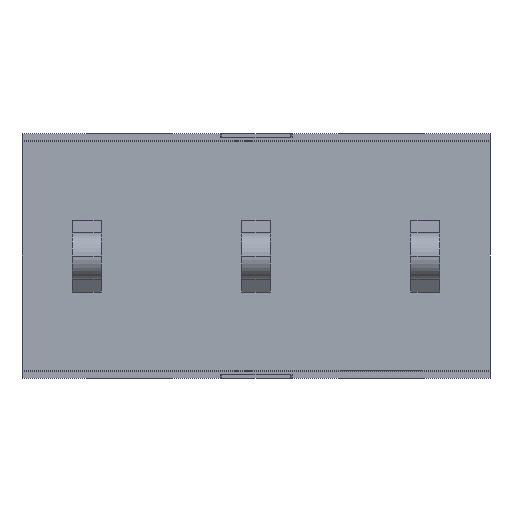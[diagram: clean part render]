
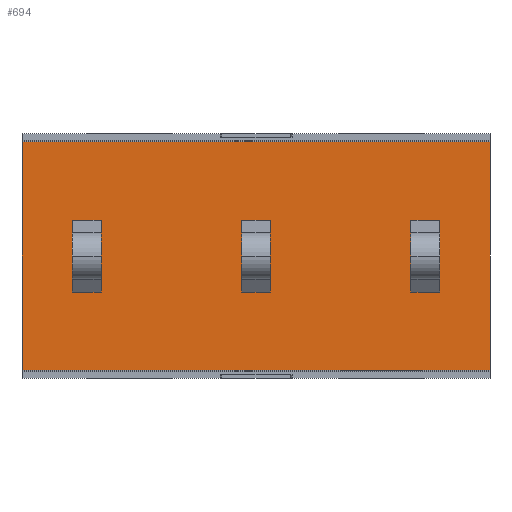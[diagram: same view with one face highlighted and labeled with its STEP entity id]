
A CAD part, front view. The second image highlights one B-rep face of the part: STEP entity #694.
In plain terms, the highlighted planar face has unit normal (0, -1, 0).
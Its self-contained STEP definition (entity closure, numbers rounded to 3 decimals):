
#104 = LINE ( 'NONE', #960, #667 ) ;
#106 = LINE ( 'NONE', #1996, #3435 ) ;
#157 = VECTOR ( 'NONE', #2565, 1000. ) ;
#193 = VECTOR ( 'NONE', #1197, 1000. ) ;
#258 = ORIENTED_EDGE ( 'NONE', *, *, #2772, .F. ) ;
#265 = LINE ( 'NONE', #632, #5301 ) ;
#266 = VERTEX_POINT ( 'NONE', #3232 ) ;
#290 = CARTESIAN_POINT ( 'NONE',  ( 6.5, 0., 3.18 ) ) ;
#379 = EDGE_CURVE ( 'NONE', #883, #3054, #3340, .T. ) ;
#459 = EDGE_CURVE ( 'NONE', #4963, #1643, #3957, .T. ) ;
#471 = VECTOR ( 'NONE', #1088, 1000. ) ;
#506 = LINE ( 'NONE', #3210, #4851 ) ;
#555 = EDGE_CURVE ( 'NONE', #2031, #1643, #104, .T. ) ;
#632 = CARTESIAN_POINT ( 'NONE',  ( -6.5, 0., 3.18 ) ) ;
#667 = VECTOR ( 'NONE', #1820, 1000. ) ;
#694 = ADVANCED_FACE ( 'NONE', ( #2151, #3101, #3984, #4781 ), #5310, .F. ) ;
#707 = DIRECTION ( 'NONE',  ( 0., 0., -1. ) ) ;
#759 = LINE ( 'NONE', #1571, #157 ) ;
#863 = LINE ( 'NONE', #2288, #2370 ) ;
#883 = VERTEX_POINT ( 'NONE', #4530 ) ;
#884 = DIRECTION ( 'NONE',  ( 0., 0., 1. ) ) ;
#908 = VECTOR ( 'NONE', #2952, 1000. ) ;
#960 = CARTESIAN_POINT ( 'NONE',  ( 6.5, 0., 3.18 ) ) ;
#994 = CARTESIAN_POINT ( 'NONE',  ( 5.1, 0., 1. ) ) ;
#1088 = DIRECTION ( 'NONE',  ( 1., 0., 0. ) ) ;
#1176 = VECTOR ( 'NONE', #1451, 1000. ) ;
#1184 = DIRECTION ( 'NONE',  ( 0., 1., 0. ) ) ;
#1197 = DIRECTION ( 'NONE',  ( 1., 0., 0. ) ) ;
#1226 = VECTOR ( 'NONE', #2441, 1000. ) ;
#1234 = ORIENTED_EDGE ( 'NONE', *, *, #379, .F. ) ;
#1237 = ORIENTED_EDGE ( 'NONE', *, *, #555, .F. ) ;
#1287 = VERTEX_POINT ( 'NONE', #5678 ) ;
#1424 = LINE ( 'NONE', #4717, #1176 ) ;
#1451 = DIRECTION ( 'NONE',  ( 0., 0., -1. ) ) ;
#1469 = DIRECTION ( 'NONE',  ( 0., 0., -1. ) ) ;
#1488 = DIRECTION ( 'NONE',  ( 0., 0., -1. ) ) ;
#1567 = CARTESIAN_POINT ( 'NONE',  ( -5.1, 0., -1. ) ) ;
#1571 = CARTESIAN_POINT ( 'NONE',  ( 4.3, 0., 1. ) ) ;
#1577 = LINE ( 'NONE', #4761, #1915 ) ;
#1601 = CARTESIAN_POINT ( 'NONE',  ( -5.1, 0., 1. ) ) ;
#1612 = CARTESIAN_POINT ( 'NONE',  ( -0.4, 0., 1. ) ) ;
#1643 = VERTEX_POINT ( 'NONE', #4202 ) ;
#1682 = ORIENTED_EDGE ( 'NONE', *, *, #3207, .F. ) ;
#1700 = VERTEX_POINT ( 'NONE', #5519 ) ;
#1731 = CARTESIAN_POINT ( 'NONE',  ( -6.5, 0., -3.18 ) ) ;
#1733 = VERTEX_POINT ( 'NONE', #4823 ) ;
#1750 = EDGE_CURVE ( 'NONE', #2252, #2031, #265, .T. ) ;
#1820 = DIRECTION ( 'NONE',  ( 0., 0., -1. ) ) ;
#1837 = LINE ( 'NONE', #3654, #3316 ) ;
#1908 = ORIENTED_EDGE ( 'NONE', *, *, #459, .T. ) ;
#1915 = VECTOR ( 'NONE', #707, 1000. ) ;
#1922 = ORIENTED_EDGE ( 'NONE', *, *, #2618, .F. ) ;
#1996 = CARTESIAN_POINT ( 'NONE',  ( -5.1, 0., 1. ) ) ;
#2019 = DIRECTION ( 'NONE',  ( 1., 0., 0. ) ) ;
#2031 = VERTEX_POINT ( 'NONE', #290 ) ;
#2151 = FACE_BOUND ( 'NONE', #2933, .T. ) ;
#2201 = VERTEX_POINT ( 'NONE', #3971 ) ;
#2252 = VERTEX_POINT ( 'NONE', #5731 ) ;
#2261 = VECTOR ( 'NONE', #1488, 1000. ) ;
#2288 = CARTESIAN_POINT ( 'NONE',  ( 4.3, 0., -1. ) ) ;
#2370 = VECTOR ( 'NONE', #4511, 1000. ) ;
#2372 = EDGE_CURVE ( 'NONE', #4963, #2252, #506, .T. ) ;
#2432 = ORIENTED_EDGE ( 'NONE', *, *, #5103, .T. ) ;
#2441 = DIRECTION ( 'NONE',  ( 0., 0., -1. ) ) ;
#2551 = LINE ( 'NONE', #5262, #471 ) ;
#2565 = DIRECTION ( 'NONE',  ( 1., 0., 0. ) ) ;
#2618 = EDGE_CURVE ( 'NONE', #5108, #2755, #1577, .T. ) ;
#2625 = EDGE_CURVE ( 'NONE', #5108, #4854, #106, .T. ) ;
#2669 = EDGE_CURVE ( 'NONE', #4854, #266, #1424, .T. ) ;
#2755 = VERTEX_POINT ( 'NONE', #1567 ) ;
#2772 = EDGE_CURVE ( 'NONE', #2755, #266, #5210, .T. ) ;
#2780 = ORIENTED_EDGE ( 'NONE', *, *, #2625, .T. ) ;
#2802 = VECTOR ( 'NONE', #4877, 1000. ) ;
#2933 = EDGE_LOOP ( 'NONE', ( #2780, #4442, #258, #1922 ) ) ;
#2952 = DIRECTION ( 'NONE',  ( 0., 0., -1. ) ) ;
#2963 = ORIENTED_EDGE ( 'NONE', *, *, #5113, .T. ) ;
#3030 = VERTEX_POINT ( 'NONE', #3812 ) ;
#3054 = VERTEX_POINT ( 'NONE', #4188 ) ;
#3076 = ORIENTED_EDGE ( 'NONE', *, *, #3606, .F. ) ;
#3101 = FACE_BOUND ( 'NONE', #3866, .T. ) ;
#3207 = EDGE_CURVE ( 'NONE', #3054, #3030, #863, .T. ) ;
#3210 = CARTESIAN_POINT ( 'NONE',  ( -6.5, 0., -3.18 ) ) ;
#3231 = CARTESIAN_POINT ( 'NONE',  ( -6.5, 0., -3.18 ) ) ;
#3232 = CARTESIAN_POINT ( 'NONE',  ( -4.3, 0., -1. ) ) ;
#3316 = VECTOR ( 'NONE', #1469, 1000. ) ;
#3340 = LINE ( 'NONE', #3874, #2261 ) ;
#3435 = VECTOR ( 'NONE', #2019, 1000. ) ;
#3606 = EDGE_CURVE ( 'NONE', #1287, #1700, #1837, .T. ) ;
#3641 = EDGE_CURVE ( 'NONE', #1287, #4739, #4828, .T. ) ;
#3654 = CARTESIAN_POINT ( 'NONE',  ( -0.4, 0., 1. ) ) ;
#3796 = EDGE_CURVE ( 'NONE', #2201, #3030, #5051, .T. ) ;
#3812 = CARTESIAN_POINT ( 'NONE',  ( 5.1, 0., -1. ) ) ;
#3854 = EDGE_LOOP ( 'NONE', ( #4522, #1908, #1237, #4824 ) ) ;
#3866 = EDGE_LOOP ( 'NONE', ( #2432, #4524, #1682, #1234 ) ) ;
#3874 = CARTESIAN_POINT ( 'NONE',  ( 4.3, 0., 1. ) ) ;
#3899 = CARTESIAN_POINT ( 'NONE',  ( 0., 0., 0. ) ) ;
#3957 = LINE ( 'NONE', #1731, #4543 ) ;
#3971 = CARTESIAN_POINT ( 'NONE',  ( 5.1, 0., 1. ) ) ;
#3984 = FACE_BOUND ( 'NONE', #4047, .T. ) ;
#4047 = EDGE_LOOP ( 'NONE', ( #5407, #2963, #5497, #3076 ) ) ;
#4188 = CARTESIAN_POINT ( 'NONE',  ( 4.3, 0., -1. ) ) ;
#4202 = CARTESIAN_POINT ( 'NONE',  ( 6.5, 0., -3.18 ) ) ;
#4257 = EDGE_CURVE ( 'NONE', #1700, #1733, #2551, .T. ) ;
#4291 = CARTESIAN_POINT ( 'NONE',  ( 0.4, 0., 1. ) ) ;
#4442 = ORIENTED_EDGE ( 'NONE', *, *, #2669, .T. ) ;
#4444 = CARTESIAN_POINT ( 'NONE',  ( -4.3, 0., 1. ) ) ;
#4511 = DIRECTION ( 'NONE',  ( 1., 0., 0. ) ) ;
#4522 = ORIENTED_EDGE ( 'NONE', *, *, #2372, .F. ) ;
#4524 = ORIENTED_EDGE ( 'NONE', *, *, #3796, .T. ) ;
#4530 = CARTESIAN_POINT ( 'NONE',  ( 4.3, 0., 1. ) ) ;
#4543 = VECTOR ( 'NONE', #5719, 1000. ) ;
#4717 = CARTESIAN_POINT ( 'NONE',  ( -4.3, 0., 1. ) ) ;
#4739 = VERTEX_POINT ( 'NONE', #5167 ) ;
#4749 = CARTESIAN_POINT ( 'NONE',  ( -5.1, 0., -1. ) ) ;
#4754 = LINE ( 'NONE', #4291, #908 ) ;
#4761 = CARTESIAN_POINT ( 'NONE',  ( -5.1, 0., 1. ) ) ;
#4781 = FACE_OUTER_BOUND ( 'NONE', #3854, .T. ) ;
#4823 = CARTESIAN_POINT ( 'NONE',  ( 0.4, 0., -1. ) ) ;
#4824 = ORIENTED_EDGE ( 'NONE', *, *, #1750, .F. ) ;
#4828 = LINE ( 'NONE', #1612, #193 ) ;
#4851 = VECTOR ( 'NONE', #884, 1000. ) ;
#4854 = VERTEX_POINT ( 'NONE', #4444 ) ;
#4877 = DIRECTION ( 'NONE',  ( 1., 0., 0. ) ) ;
#4963 = VERTEX_POINT ( 'NONE', #3231 ) ;
#5051 = LINE ( 'NONE', #994, #1226 ) ;
#5103 = EDGE_CURVE ( 'NONE', #883, #2201, #759, .T. ) ;
#5108 = VERTEX_POINT ( 'NONE', #1601 ) ;
#5113 = EDGE_CURVE ( 'NONE', #4739, #1733, #4754, .T. ) ;
#5167 = CARTESIAN_POINT ( 'NONE',  ( 0.4, 0., 1. ) ) ;
#5210 = LINE ( 'NONE', #4749, #2802 ) ;
#5262 = CARTESIAN_POINT ( 'NONE',  ( -0.4, 0., -1. ) ) ;
#5301 = VECTOR ( 'NONE', #5633, 1000. ) ;
#5310 = PLANE ( 'NONE',  #5420 ) ;
#5407 = ORIENTED_EDGE ( 'NONE', *, *, #3641, .T. ) ;
#5420 = AXIS2_PLACEMENT_3D ( 'NONE', #3899, #1184, #5683 ) ;
#5497 = ORIENTED_EDGE ( 'NONE', *, *, #4257, .F. ) ;
#5519 = CARTESIAN_POINT ( 'NONE',  ( -0.4, 0., -1. ) ) ;
#5633 = DIRECTION ( 'NONE',  ( 1., 0., 0. ) ) ;
#5678 = CARTESIAN_POINT ( 'NONE',  ( -0.4, 0., 1. ) ) ;
#5683 = DIRECTION ( 'NONE',  ( 1., 0., 0. ) ) ;
#5719 = DIRECTION ( 'NONE',  ( 1., 0., 0. ) ) ;
#5731 = CARTESIAN_POINT ( 'NONE',  ( -6.5, 0., 3.18 ) ) ;
